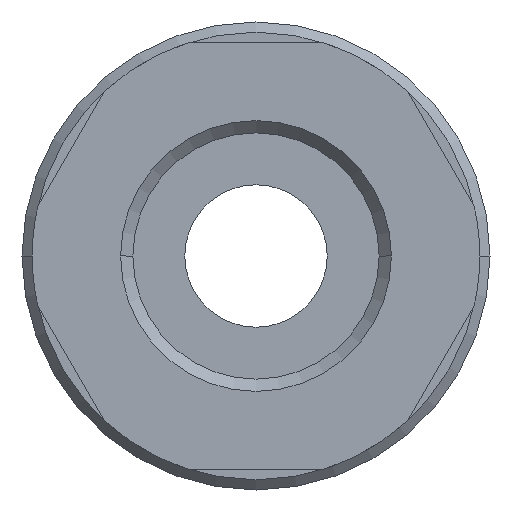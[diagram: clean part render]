
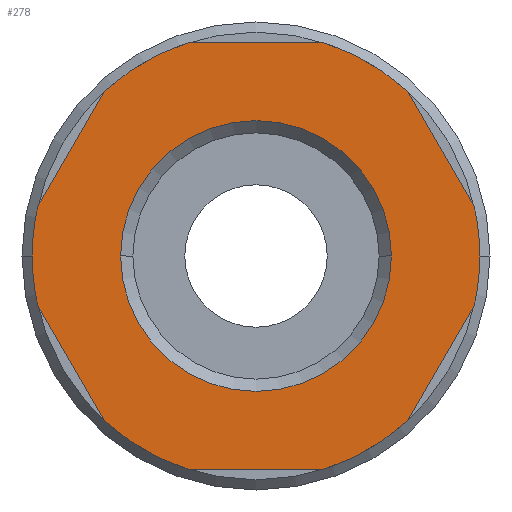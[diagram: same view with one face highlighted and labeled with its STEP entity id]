
A CAD part, front view. The second image highlights one B-rep face of the part: STEP entity #278.
In plain terms, the highlighted planar face has unit normal (0, -1, 0).
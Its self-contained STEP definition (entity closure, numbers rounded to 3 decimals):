
#278=ADVANCED_FACE('',(#560,#561),#562,.T.);
#560=FACE_BOUND('',#835,.T.);
#561=FACE_OUTER_BOUND('',#836,.T.);
#562=PLANE('',#837);
#835=EDGE_LOOP('',(#1535,#1536));
#836=EDGE_LOOP('',(#1537,#1538,#1539,#1540,#1541,#1542,#1543,#1544,#1545,#1546,#1547,#1548,#1549,#1550));
#837=AXIS2_PLACEMENT_3D('',#1551,#1552,#1553);
#1535=ORIENTED_EDGE('',*,*,#1678,.T.);
#1536=ORIENTED_EDGE('',*,*,#1566,.T.);
#1537=ORIENTED_EDGE('',*,*,#1624,.T.);
#1538=ORIENTED_EDGE('',*,*,#1683,.F.);
#1539=ORIENTED_EDGE('',*,*,#1819,.T.);
#1540=ORIENTED_EDGE('',*,*,#1825,.F.);
#1541=ORIENTED_EDGE('',*,*,#1668,.T.);
#1542=ORIENTED_EDGE('',*,*,#1771,.F.);
#1543=ORIENTED_EDGE('',*,*,#1692,.F.);
#1544=ORIENTED_EDGE('',*,*,#1823,.T.);
#1545=ORIENTED_EDGE('',*,*,#1833,.F.);
#1546=ORIENTED_EDGE('',*,*,#1640,.T.);
#1547=ORIENTED_EDGE('',*,*,#1827,.F.);
#1548=ORIENTED_EDGE('',*,*,#1796,.T.);
#1549=ORIENTED_EDGE('',*,*,#1741,.F.);
#1550=ORIENTED_EDGE('',*,*,#1792,.F.);
#1551=CARTESIAN_POINT('',(5.5,0.0,0.0));
#1552=DIRECTION('',(-0.0,-1.0,-0.0));
#1553=DIRECTION('',(-1.0,0.0,0.0));
#1566=EDGE_CURVE('',#1838,#1842,#1844,.T.);
#1624=EDGE_CURVE('',#1943,#1940,#1944,.T.);
#1640=EDGE_CURVE('',#1967,#1964,#1968,.T.);
#1668=EDGE_CURVE('',#2009,#2006,#2010,.T.);
#1678=EDGE_CURVE('',#1842,#1838,#2021,.T.);
#1683=EDGE_CURVE('',#2026,#1940,#2028,.T.);
#1692=EDGE_CURVE('',#2042,#2037,#2044,.T.);
#1741=EDGE_CURVE('',#2104,#2106,#2107,.T.);
#1771=EDGE_CURVE('',#2037,#2006,#2149,.T.);
#1792=EDGE_CURVE('',#1943,#2104,#2175,.T.);
#1796=EDGE_CURVE('',#2179,#2106,#2180,.T.);
#1819=EDGE_CURVE('',#2026,#2202,#2204,.T.);
#1823=EDGE_CURVE('',#2042,#2207,#2209,.T.);
#1825=EDGE_CURVE('',#2009,#2202,#2211,.T.);
#1827=EDGE_CURVE('',#2179,#1964,#2213,.T.);
#1833=EDGE_CURVE('',#1967,#2207,#2219,.T.);
#1838=VERTEX_POINT('',#2224);
#1842=VERTEX_POINT('',#2229);
#1844=CIRCLE('',#2232,6.655);
#1940=VERTEX_POINT('',#2483);
#1943=VERTEX_POINT('',#2487);
#1944=LINE('',#2488,#2489);
#1964=VERTEX_POINT('',#2513);
#1967=VERTEX_POINT('',#2517);
#1968=LINE('',#2518,#2519);
#2006=VERTEX_POINT('',#2598);
#2009=VERTEX_POINT('',#2602);
#2010=LINE('',#2603,#2604);
#2021=CIRCLE('',#2621,6.655);
#2026=VERTEX_POINT('',#2626);
#2028=CIRCLE('',#2629,11.0);
#2037=VERTEX_POINT('',#2660);
#2042=VERTEX_POINT('',#2666);
#2044=CIRCLE('',#2669,11.0);
#2104=VERTEX_POINT('',#2773);
#2106=VERTEX_POINT('',#2776);
#2107=CIRCLE('',#2777,11.0);
#2149=CIRCLE('',#2851,11.0);
#2175=CIRCLE('',#2893,11.0);
#2179=VERTEX_POINT('',#2897);
#2180=LINE('',#2898,#2899);
#2202=VERTEX_POINT('',#2924);
#2204=LINE('',#2927,#2928);
#2207=VERTEX_POINT('',#2931);
#2209=LINE('',#2934,#2935);
#2211=CIRCLE('',#2937,11.0);
#2213=CIRCLE('',#2939,11.0);
#2219=CIRCLE('',#2945,11.0);
#2224=CARTESIAN_POINT('',(6.655,0.0,0.));
#2229=CARTESIAN_POINT('',(-6.655,0.0,0.));
#2232=AXIS2_PLACEMENT_3D('',#2953,#2954,#2955);
#2483=CARTESIAN_POINT('',(-7.454,0.0,-8.089));
#2487=CARTESIAN_POINT('',(-10.733,0.0,-2.411));
#2488=CARTESIAN_POINT('',(-8.406,0.0,-6.441));
#2489=VECTOR('',#3023,1.0);
#2513=CARTESIAN_POINT('',(-3.279,0.0,10.5));
#2517=CARTESIAN_POINT('',(3.279,0.0,10.5));
#2518=CARTESIAN_POINT('',(2.75,0.0,10.5));
#2519=VECTOR('',#3047,1.0);
#2598=CARTESIAN_POINT('',(10.733,0.0,-2.411));
#2602=CARTESIAN_POINT('',(7.454,0.0,-8.089));
#2603=CARTESIAN_POINT('',(9.781,0.0,-4.059));
#2604=VECTOR('',#3081,1.0);
#2621=AXIS2_PLACEMENT_3D('',#3088,#3089,#3090);
#2626=CARTESIAN_POINT('',(-3.279,0.0,-10.5));
#2629=AXIS2_PLACEMENT_3D('',#3098,#3099,#3100);
#2660=CARTESIAN_POINT('',(11.0,0.0,0.));
#2666=CARTESIAN_POINT('',(10.733,0.0,2.411));
#2669=AXIS2_PLACEMENT_3D('',#3109,#3110,#3111);
#2773=CARTESIAN_POINT('',(-11.0,0.0,0.));
#2776=CARTESIAN_POINT('',(-10.733,0.0,2.411));
#2777=AXIS2_PLACEMENT_3D('',#3178,#3179,#3180);
#2851=AXIS2_PLACEMENT_3D('',#3215,#3216,#3217);
#2893=AXIS2_PLACEMENT_3D('',#3250,#3251,#3252);
#2897=CARTESIAN_POINT('',(-7.454,0.0,8.089));
#2898=CARTESIAN_POINT('',(-8.406,0.0,6.441));
#2899=VECTOR('',#3253,1.0);
#2924=CARTESIAN_POINT('',(3.279,0.0,-10.5));
#2927=CARTESIAN_POINT('',(2.75,0.0,-10.5));
#2928=VECTOR('',#3273,1.0);
#2931=CARTESIAN_POINT('',(7.454,0.0,8.089));
#2934=CARTESIAN_POINT('',(9.781,0.0,4.059));
#2935=VECTOR('',#3275,1.0);
#2937=AXIS2_PLACEMENT_3D('',#3276,#3277,#3278);
#2939=AXIS2_PLACEMENT_3D('',#3279,#3280,#3281);
#2945=AXIS2_PLACEMENT_3D('',#3285,#3286,#3287);
#2953=CARTESIAN_POINT('',(0.0,0.0,0.0));
#2954=DIRECTION('',(-0.0,1.0,0.0));
#2955=DIRECTION('',(1.0,0.0,0.0));
#3023=DIRECTION('',(0.5,0.0,-0.866));
#3047=DIRECTION('',(-1.0,0.0,0.));
#3081=DIRECTION('',(0.5,-0.0,0.866));
#3088=CARTESIAN_POINT('',(0.0,0.0,0.0));
#3089=DIRECTION('',(-0.0,1.0,0.0));
#3090=DIRECTION('',(1.0,0.0,0.0));
#3098=CARTESIAN_POINT('',(0.0,0.0,0.0));
#3099=DIRECTION('',(-0.0,1.0,0.0));
#3100=DIRECTION('',(1.0,0.0,0.0));
#3109=CARTESIAN_POINT('',(0.0,0.0,0.0));
#3110=DIRECTION('',(-0.0,1.0,0.0));
#3111=DIRECTION('',(1.0,0.0,0.0));
#3178=CARTESIAN_POINT('',(0.0,0.0,0.0));
#3179=DIRECTION('',(-0.0,1.0,0.0));
#3180=DIRECTION('',(1.0,0.0,0.0));
#3215=CARTESIAN_POINT('',(0.0,0.0,0.0));
#3216=DIRECTION('',(-0.0,1.0,0.0));
#3217=DIRECTION('',(1.0,0.0,0.0));
#3250=CARTESIAN_POINT('',(0.0,0.0,0.0));
#3251=DIRECTION('',(-0.0,1.0,0.0));
#3252=DIRECTION('',(1.0,0.0,0.0));
#3253=DIRECTION('',(-0.5,0.0,-0.866));
#3273=DIRECTION('',(1.0,-0.0,0.0));
#3275=DIRECTION('',(-0.5,0.0,0.866));
#3276=CARTESIAN_POINT('',(0.0,0.0,0.0));
#3277=DIRECTION('',(-0.0,1.0,0.0));
#3278=DIRECTION('',(1.0,0.0,0.0));
#3279=CARTESIAN_POINT('',(0.0,0.0,0.0));
#3280=DIRECTION('',(-0.0,1.0,0.0));
#3281=DIRECTION('',(1.0,0.0,0.0));
#3285=CARTESIAN_POINT('',(0.0,0.0,0.0));
#3286=DIRECTION('',(-0.0,1.0,0.0));
#3287=DIRECTION('',(1.0,0.0,0.0));
